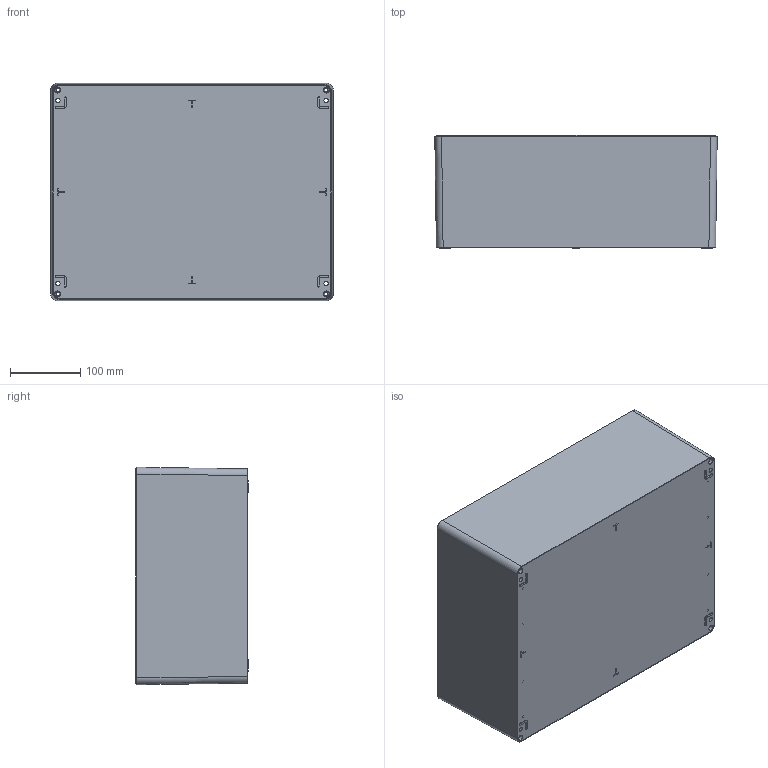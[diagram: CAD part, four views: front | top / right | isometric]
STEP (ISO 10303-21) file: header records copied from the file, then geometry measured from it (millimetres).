
FILE_DESCRIPTION(/* description */ (''),/* implementation_level */ '2;1');
FILE_NAME(/* name */ 'FIBOX_ALN314016B',/* time_stamp */ '2009-11-17T11:25:58+08:00',/* author */ (''),/* organization */ (''),/* preprocessor_version */ 'ST-DEVELOPER v9',/* originating_system */ 'UGS - NX 4.0',/* authorisation */ '');
FILE_SCHEMA (('CONFIG_CONTROL_DESIGN'));
Length unit declared in the file: millimetre
Products named in the file (1): fxhoEF9B8gh7
Bounding box: 402.45 x 161 x 309.95 mm (x, y, z)
Volume: 1625818.9 mm3; surface area: 727085.9 mm2
Topology: 1 solids, 1 shells, 524 faces, 1326 edges, 928 vertices
Faces by surface type: plane 238, cylinder 148, cone 138
Entity records: 16396 total; most frequent: DIRECTION 3004, CARTESIAN_POINT 2875, ORIENTED_EDGE 2652, EDGE_CURVE 1326, AXIS2_PLACEMENT_3D 1185, VERTEX_POINT 928, EDGE_LOOP 664, LINE 634
